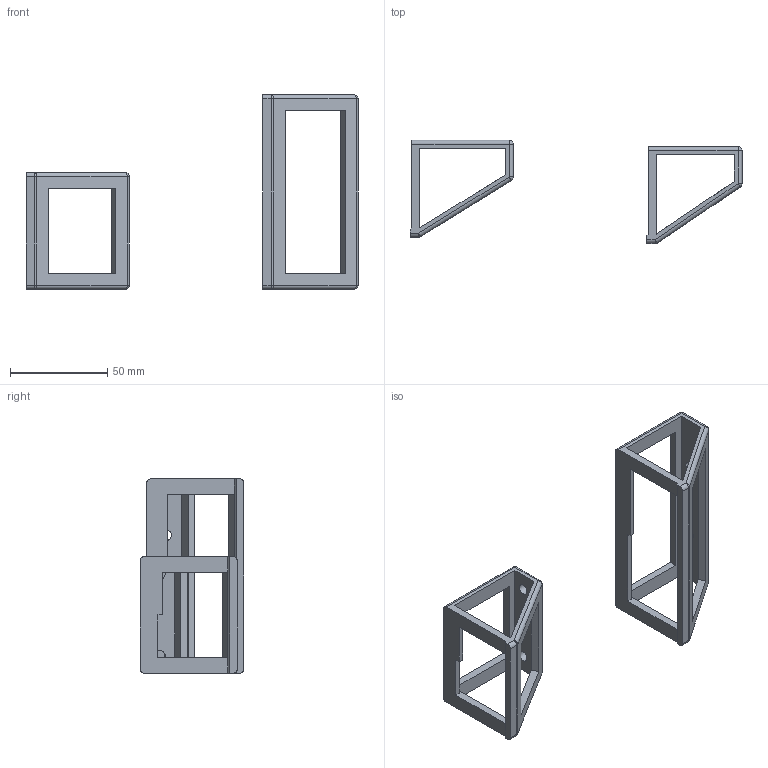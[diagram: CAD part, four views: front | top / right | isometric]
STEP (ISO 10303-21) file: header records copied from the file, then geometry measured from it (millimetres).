
FILE_DESCRIPTION(/* description */ ('STEP AP242','CAx-IF Rec.Pracs.---Representation and Presentation of Product Manufacturing Information (PMI)---4.0---2014-10-13','CAx-IF Rec.Pracs.---3D Tessellated Geometry---0.4---2014-09-14','2;1'),/* implementation_level */ '2;1');
FILE_NAME(/* name */ '64b3f83539a6620a7a24fd86',/* time_stamp */ '2023-07-16T14:01:25Z',/* author */ (''),/* organization */ (''),/* preprocessor_version */ 'ST-DEVELOPER v19.4',/* originating_system */ ' ',/* authorisation */ ' ');
FILE_SCHEMA (('AP242_MANAGED_MODEL_BASED_3D_ENGINEERING_MIM_LF { 1 0 10303 442 1 1 4 }'));
Length unit declared in the file: metre
Products named in the file (2): Narrow; Wide
Bounding box: 170.72 x 53.12 x 100 mm (x, y, z)
Volume: 47742.4 mm3; surface area: 31627.9 mm2
Topology: 2 solids, 2 shells, 96 faces, 260 edges, 152 vertices
Faces by surface type: plane 58, cylinder 26, sphere 12
Full cylindrical faces by diameter (mm): 5.5 x4
Entity records: 2904 total; most frequent: DIRECTION 488, CARTESIAN_POINT 486, ORIENTED_EDGE 480, EDGE_CURVE 240, LINE 188, VECTOR 188, AXIS2_PLACEMENT_3D 150, VERTEX_POINT 148
